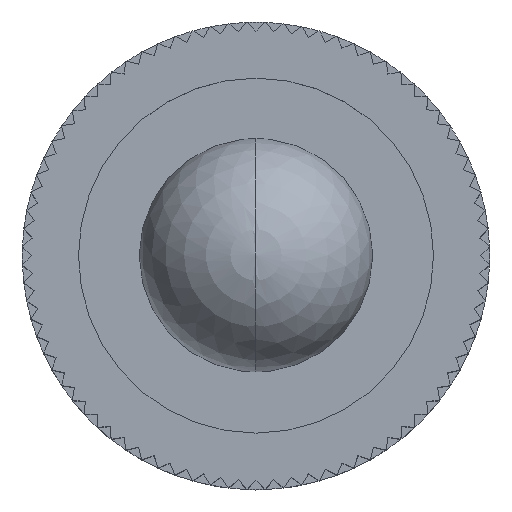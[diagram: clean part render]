
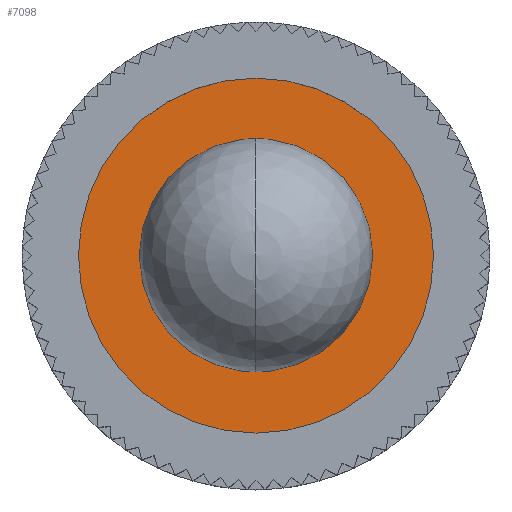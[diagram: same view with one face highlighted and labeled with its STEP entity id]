
A CAD part, top view. The second image highlights one B-rep face of the part: STEP entity #7098.
In plain terms, the highlighted planar face has unit normal (0, 0, 1).
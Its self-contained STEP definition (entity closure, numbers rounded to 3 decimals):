
#3708=VERTEX_POINT('',#10057);
#3780=EDGE_CURVE('',#4702,#3708,#10134,.T.);
#4356=VERTEX_POINT('',#10760);
#4702=VERTEX_POINT('',#11134);
#7098=ADVANCED_FACE('',(#13756,#13757),#13758,.F.);
#7302=EDGE_CURVE('',#8348,#4356,#13985,.T.);
#8348=VERTEX_POINT('',#15128);
#9122=EDGE_CURVE('',#4356,#8348,#15971,.T.);
#9124=EDGE_CURVE('',#3708,#4702,#15973,.T.);
#10057=CARTESIAN_POINT('',(0.,-1.7,-0.6));
#10134=CIRCLE('',#17273,1.7);
#10760=CARTESIAN_POINT('',(0.,-4.4,-0.6));
#11134=CARTESIAN_POINT('',(0.,1.7,-0.6));
#13756=FACE_BOUND('',#22287,.T.);
#13757=FACE_OUTER_BOUND('',#22288,.T.);
#13758=PLANE('',#22289);
#13985=CIRCLE('',#22600,4.4);
#15128=CARTESIAN_POINT('',(0.,4.4,-0.6));
#15971=CIRCLE('',#25329,4.4);
#15973=CIRCLE('',#25332,1.7);
#17273=AXIS2_PLACEMENT_3D('',#26571,#26572,#26573);
#22287=EDGE_LOOP('',(#30808,#30809));
#22288=EDGE_LOOP('',(#30810,#30811));
#22289=AXIS2_PLACEMENT_3D('',#30812,#30813,#30814);
#22600=AXIS2_PLACEMENT_3D('',#31099,#31100,#31101);
#25329=AXIS2_PLACEMENT_3D('',#33306,#33307,#33308);
#25332=AXIS2_PLACEMENT_3D('',#33309,#33310,#33311);
#26571=CARTESIAN_POINT('',(0.,0.,-0.6));
#26572=DIRECTION('',(0.,0.,1.0));
#26573=DIRECTION('',(0.0,-1.0,0.));
#30808=ORIENTED_EDGE('',*,*,#3780,.F.);
#30809=ORIENTED_EDGE('',*,*,#9124,.F.);
#30810=ORIENTED_EDGE('',*,*,#7302,.F.);
#30811=ORIENTED_EDGE('',*,*,#9122,.F.);
#30812=CARTESIAN_POINT('',(0.,0.,-0.6));
#30813=DIRECTION('',(0.,0.,-1.0));
#30814=DIRECTION('',(0.0,-1.0,0.));
#31099=CARTESIAN_POINT('',(0.,0.,-0.6));
#31100=DIRECTION('',(0.,0.,-1.0));
#31101=DIRECTION('',(0.,1.0,0.));
#33306=CARTESIAN_POINT('',(0.,0.,-0.6));
#33307=DIRECTION('',(0.,0.,-1.0));
#33308=DIRECTION('',(0.,1.0,0.));
#33309=CARTESIAN_POINT('',(0.,0.,-0.6));
#33310=DIRECTION('',(0.,0.,1.0));
#33311=DIRECTION('',(0.0,-1.0,0.));
